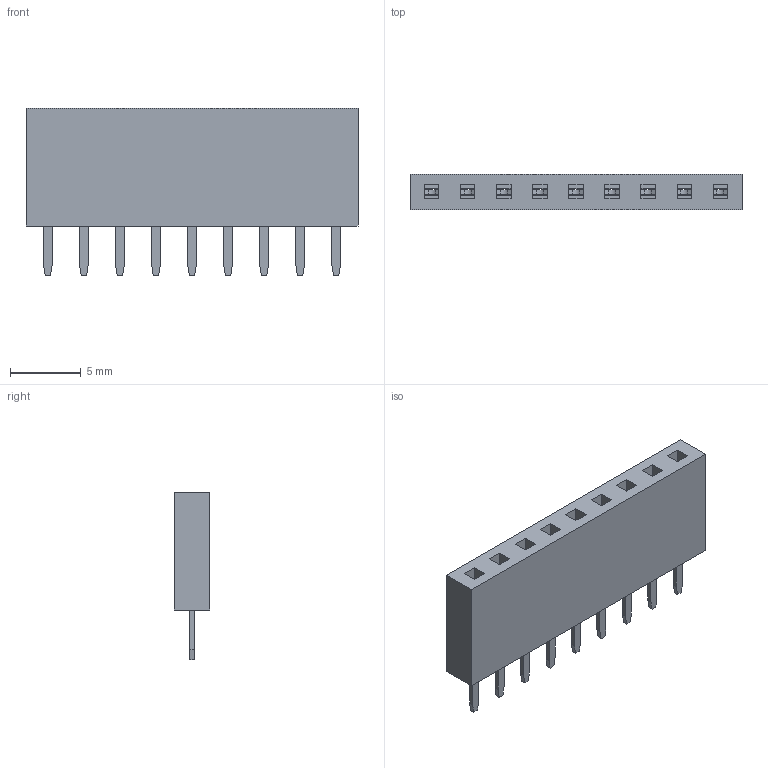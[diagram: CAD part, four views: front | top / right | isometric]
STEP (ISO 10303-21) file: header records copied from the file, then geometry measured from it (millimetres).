
FILE_DESCRIPTION (( 'STEP AP214' ), '1' );
FILE_NAME ('User Library-CN_MM_1X9_180G.STEP', '2020-04-13T21:27:14', ( '' ), ( '' ), 'SwSTEP 2.0', 'SolidWorks 2019', '' );
FILE_SCHEMA (( 'AUTOMOTIVE_DESIGN' ));
Length unit declared in the file: millimetre
Products named in the file (1): User Library-CN_MM_1X9_180G
Bounding box: 23.4 x 2.5 x 11.81 mm (x, y, z)
Volume: 411.4 mm3; surface area: 1215.9 mm2
Topology: 10 solids, 10 shells, 258 faces, 714 edges, 476 vertices
Faces by surface type: plane 249, cylinder 9
Entity records: 8227 total; most frequent: CARTESIAN_POINT 1449, ORIENTED_EDGE 1428, DIRECTION 1250, EDGE_CURVE 714, VECTOR 696, LINE 696, VERTEX_POINT 476, AXIS2_PLACEMENT_3D 277
